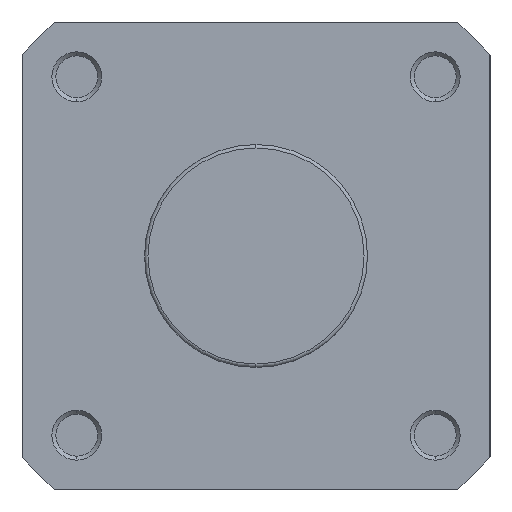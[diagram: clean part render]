
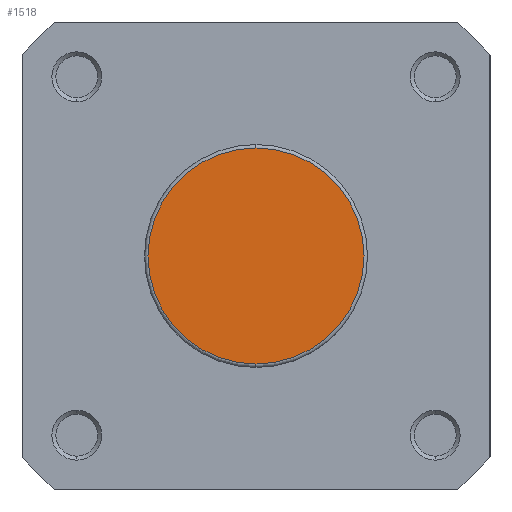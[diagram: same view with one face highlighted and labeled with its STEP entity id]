
A CAD part, left-side view. The second image highlights one B-rep face of the part: STEP entity #1518.
In plain terms, the highlighted planar face has unit normal (-1, 0, 0).
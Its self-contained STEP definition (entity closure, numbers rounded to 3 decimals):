
#1093 = EDGE_LOOP ( 'NONE', ( #6017, #5989 ) ) ;
#1269 = FACE_OUTER_BOUND ( 'NONE', #1093, .T. ) ;
#1518 = ADVANCED_FACE ( 'NONE', ( #1269 ), #2547, .F. ) ;
#1794 = VERTEX_POINT ( 'NONE', #4676 ) ;
#1795 = VERTEX_POINT ( 'NONE', #4677 ) ;
#2546 = CARTESIAN_POINT ( 'NONE',  ( 0., 22.4, 0. ) ) ;
#2547 = PLANE ( 'NONE',  #3456 ) ;
#2548 = DIRECTION ( 'NONE',  ( 1., 0., 0. ) ) ;
#2549 = DIRECTION ( 'NONE',  ( 0., 0., -1. ) ) ;
#3070 = EDGE_CURVE ( 'NONE', #1794, #1795, #4197, .T. ) ;
#3129 = EDGE_CURVE ( 'NONE', #1795, #1794, #4281, .T. ) ;
#3456 = AXIS2_PLACEMENT_3D ( 'NONE', #2546, #2548, #2549 ) ;
#3553 = AXIS2_PLACEMENT_3D ( 'NONE', #5427, #5428, #5429 ) ;
#3584 = AXIS2_PLACEMENT_3D ( 'NONE', #5570, #5577, #5578 ) ;
#4197 = CIRCLE ( 'NONE', #3553, 21.7 ) ;
#4281 = CIRCLE ( 'NONE', #3584, 21.7 ) ;
#4676 = CARTESIAN_POINT ( 'NONE',  ( 0., 0., 21.7 ) ) ;
#4677 = CARTESIAN_POINT ( 'NONE',  ( 0., 0., -21.7 ) ) ;
#5427 = CARTESIAN_POINT ( 'NONE',  ( 0., 0., 0. ) ) ;
#5428 = DIRECTION ( 'NONE',  ( -1., 0., 0. ) ) ;
#5429 = DIRECTION ( 'NONE',  ( 0., 0., -1. ) ) ;
#5570 = CARTESIAN_POINT ( 'NONE',  ( 0., 0., 0. ) ) ;
#5577 = DIRECTION ( 'NONE',  ( -1., 0., 0. ) ) ;
#5578 = DIRECTION ( 'NONE',  ( 0., 0., -1. ) ) ;
#5989 = ORIENTED_EDGE ( 'NONE', *, *, #3070, .T. ) ;
#6017 = ORIENTED_EDGE ( 'NONE', *, *, #3129, .T. ) ;
